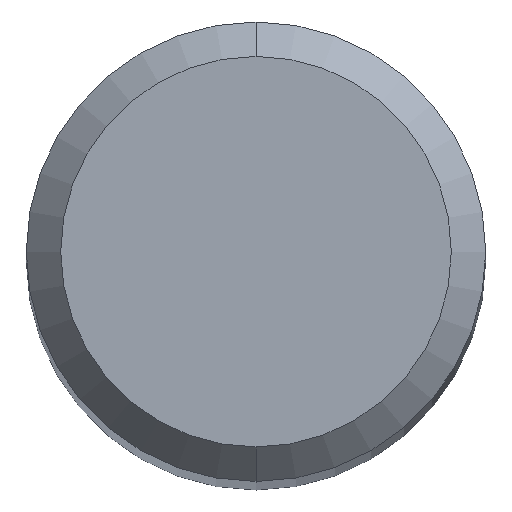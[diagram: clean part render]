
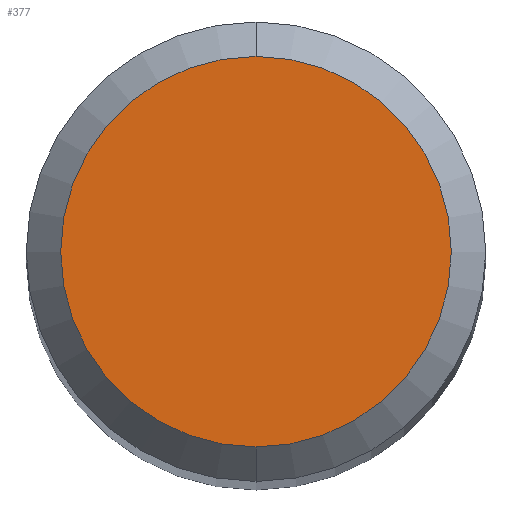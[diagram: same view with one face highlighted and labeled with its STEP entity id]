
A CAD part, top view. The second image highlights one B-rep face of the part: STEP entity #377.
In plain terms, the highlighted planar face has unit normal (0, 0, 1).
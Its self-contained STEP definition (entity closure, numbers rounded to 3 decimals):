
#377=ADVANCED_FACE('',(#1033),#1034,.T.);
#477=VERTEX_POINT('',#1141);
#641=VERTEX_POINT('',#1320);
#649=EDGE_CURVE('',#641,#477,#1329,.T.);
#701=EDGE_CURVE('',#477,#641,#1385,.T.);
#1033=FACE_OUTER_BOUND('',#1851,.T.);
#1034=PLANE('',#1852);
#1141=CARTESIAN_POINT('',(0.0,1.7,0.0));
#1320=CARTESIAN_POINT('',(0.,-1.7,0.0));
#1329=CIRCLE('',#2983,1.7);
#1385=CIRCLE('',#3132,1.7);
#1851=EDGE_LOOP('',(#4604,#4605));
#1852=AXIS2_PLACEMENT_3D('',#4606,#4607,#4608);
#2983=AXIS2_PLACEMENT_3D('',#4907,#4908,#4909);
#3132=AXIS2_PLACEMENT_3D('',#4949,#4950,#4951);
#4604=ORIENTED_EDGE('',*,*,#701,.F.);
#4605=ORIENTED_EDGE('',*,*,#649,.F.);
#4606=CARTESIAN_POINT('',(0.0,0.85,0.0));
#4607=DIRECTION('',(-0.0,0.0,1.0));
#4608=DIRECTION('',(0.0,-1.0,0.0));
#4907=CARTESIAN_POINT('',(0.0,0.0,0.0));
#4908=DIRECTION('',(0.0,0.0,-1.0));
#4909=DIRECTION('',(0.0,1.0,0.0));
#4949=CARTESIAN_POINT('',(0.0,0.0,0.0));
#4950=DIRECTION('',(0.0,0.0,-1.0));
#4951=DIRECTION('',(0.0,1.0,0.0));
